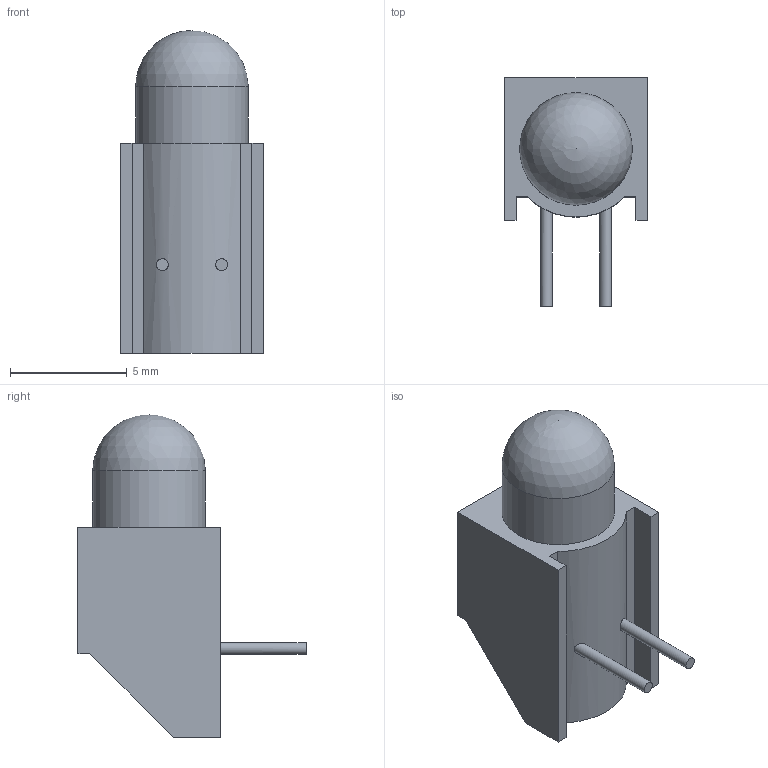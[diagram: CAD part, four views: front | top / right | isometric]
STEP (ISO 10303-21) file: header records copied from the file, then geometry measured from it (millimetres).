
FILE_DESCRIPTION(/* description */ (''),/* implementation_level */ '2;1');
FILE_NAME(/* name */ '5501007F.step',/* time_stamp */ '2021-06-12T17:09:00-04:00',/* author */ (''),/* organization */ (''),/* preprocessor_version */ 'ST-DEVELOPER v18.1',/* originating_system */ 'Autodesk Translation Framework v10.9.0.1377',/* authorisation */ '');
FILE_SCHEMA (('AUTOMOTIVE_DESIGN { 1 0 10303 214 3 1 1 }'));
Length unit declared in the file: millimetre
Products named in the file (1): (Unsaved)
Bounding box: 6.1 x 9.78 x 13.85 mm (x, y, z)
Volume: 336.4 mm3; surface area: 386.7 mm2
Topology: 2 solids, 2 shells, 21 faces, 49 edges, 33 vertices
Faces by surface type: plane 16, cylinder 4, sphere 1
Full cylindrical faces by diameter (mm): 0.508 x2, 4.83 x1
Entity records: 712 total; most frequent: CARTESIAN_POINT 173, ORIENTED_EDGE 96, DIRECTION 95, EDGE_CURVE 48, LINE 37, VECTOR 37, VERTEX_POINT 33, AXIS2_PLACEMENT_3D 29
